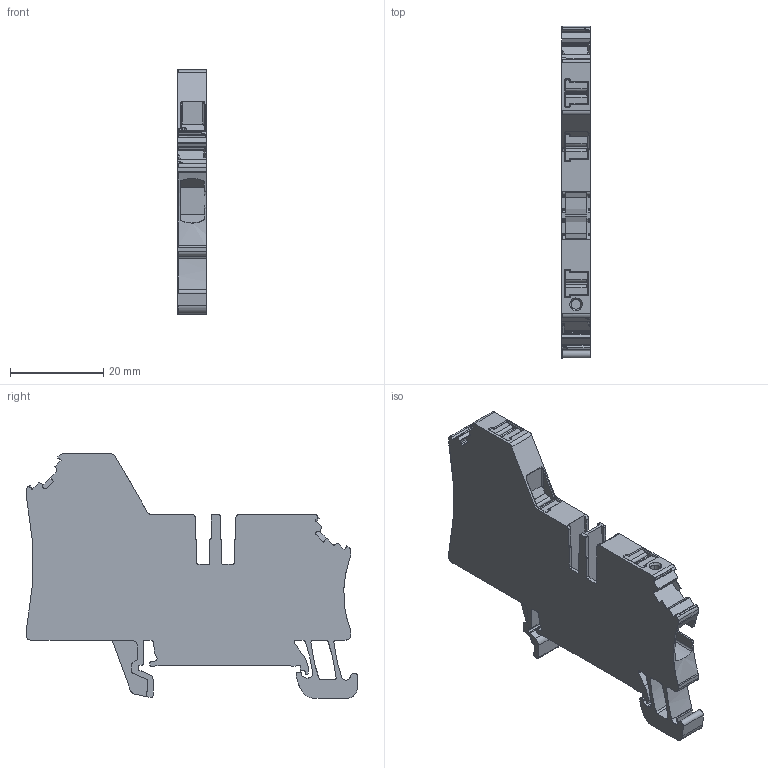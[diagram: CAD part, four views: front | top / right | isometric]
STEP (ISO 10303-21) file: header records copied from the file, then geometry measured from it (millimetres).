
FILE_DESCRIPTION(('CATIA V5 STEP Exchange','CAx-IF Rec.Pracs.--- Model Styling and Organization---1.4--- 2014-01-23'),'2;1');
FILE_NAME ('1434254-1_0', '2022-04-21T07:08:53+00:00', ('none'), ('Weidmueller'), 'CATIA Version 5-6 Release 2016 SP3 HF44', 'CATIA V5 STEP AP214', 'none');
FILE_SCHEMA(('AUTOMOTIVE_DESIGN { 1 0 10303 214 1 1 1 1 }'));
Length unit declared in the file: millimetre
Products named in the file (1): 2872050000
Bounding box: 6.1 x 71.18 x 52.4 mm (x, y, z)
Volume: 11434.6 mm3; surface area: 8678 mm2
Topology: 4 solids, 4 shells, 875 faces, 2414 edges, 1534 vertices
Faces by surface type: plane 347, cylinder 328, extrusion 114, cone 34, sphere 20, bspline 19, torus 13
Entity records: 30809 total; most frequent: CARTESIAN_POINT 9991, ORIENTED_EDGE 4784, DIRECTION 3385, EDGE_CURVE 2392, VECTOR 1572, VERTEX_POINT 1534, LINE 1458, AXIS2_PLACEMENT_3D 1144
